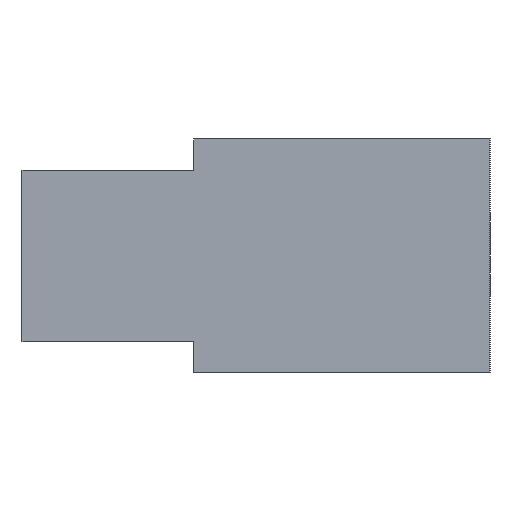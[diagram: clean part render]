
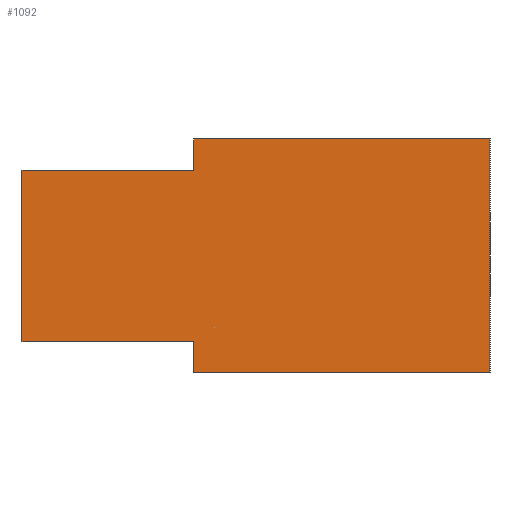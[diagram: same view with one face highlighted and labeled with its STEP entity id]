
A CAD part, left-side view. The second image highlights one B-rep face of the part: STEP entity #1092.
In plain terms, the highlighted planar face has unit normal (-1, 0, 0).
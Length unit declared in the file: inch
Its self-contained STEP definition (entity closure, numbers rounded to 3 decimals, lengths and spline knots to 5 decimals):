
#13 = CARTESIAN_POINT ( 'NONE',  ( -0.68898, 1.1811, 0.21654 ) ) ;
#25 = CARTESIAN_POINT ( 'NONE',  ( -0.68898, 0.74803, -0.29528 ) ) ;
#31 = CARTESIAN_POINT ( 'NONE',  ( -0.68898, 0., 0.29528 ) ) ;
#32 = EDGE_CURVE ( 'NONE', #591, #209, #188, .T. ) ;
#46 = VECTOR ( 'NONE', #766, 39.37008 ) ;
#137 = CARTESIAN_POINT ( 'NONE',  ( -0.68898, 0.74803, -0.29528 ) ) ;
#188 = LINE ( 'NONE', #25, #493 ) ;
#209 = VERTEX_POINT ( 'NONE', #409 ) ;
#220 = VERTEX_POINT ( 'NONE', #570 ) ;
#234 = CARTESIAN_POINT ( 'NONE',  ( -0.68898, 1.1811, 0.29528 ) ) ;
#291 = VECTOR ( 'NONE', #390, 39.37008 ) ;
#294 = VECTOR ( 'NONE', #323, 39.37008 ) ;
#297 = CARTESIAN_POINT ( 'NONE',  ( -0.68898, 0., 0.29528 ) ) ;
#323 = DIRECTION ( 'NONE',  ( 0., 0., -1. ) ) ;
#331 = EDGE_CURVE ( 'NONE', #455, #333, #438, .T. ) ;
#333 = VERTEX_POINT ( 'NONE', #481 ) ;
#390 = DIRECTION ( 'NONE',  ( 0., 0., -1. ) ) ;
#409 = CARTESIAN_POINT ( 'NONE',  ( -0.68898, 0., -0.29528 ) ) ;
#438 = LINE ( 'NONE', #996, #46 ) ;
#455 = VERTEX_POINT ( 'NONE', #1372 ) ;
#459 = ORIENTED_EDGE ( 'NONE', *, *, #331, .F. ) ;
#461 = VECTOR ( 'NONE', #1160, 39.37008 ) ;
#481 = CARTESIAN_POINT ( 'NONE',  ( -0.68898, 0.74803, 0.29528 ) ) ;
#493 = VECTOR ( 'NONE', #749, 39.37008 ) ;
#496 = CARTESIAN_POINT ( 'NONE',  ( -0.68898, 0.74803, 0.29528 ) ) ;
#520 = PLANE ( 'NONE',  #1209 ) ;
#536 = CARTESIAN_POINT ( 'NONE',  ( -0.68898, 1.1811, 0.21654 ) ) ;
#565 = ORIENTED_EDGE ( 'NONE', *, *, #32, .T. ) ;
#570 = CARTESIAN_POINT ( 'NONE',  ( -0.68898, 0.74803, -0.21654 ) ) ;
#591 = VERTEX_POINT ( 'NONE', #137 ) ;
#594 = CARTESIAN_POINT ( 'NONE',  ( -0.68898, 1.1811, 0.29528 ) ) ;
#625 = ORIENTED_EDGE ( 'NONE', *, *, #1110, .T. ) ;
#626 = DIRECTION ( 'NONE',  ( 0., 1., 0. ) ) ;
#668 = ORIENTED_EDGE ( 'NONE', *, *, #843, .F. ) ;
#690 = ORIENTED_EDGE ( 'NONE', *, *, #823, .F. ) ;
#704 = VECTOR ( 'NONE', #963, 39.37008 ) ;
#749 = DIRECTION ( 'NONE',  ( 0., -1., 0. ) ) ;
#761 = ORIENTED_EDGE ( 'NONE', *, *, #878, .F. ) ;
#766 = DIRECTION ( 'NONE',  ( 0., 0., 1. ) ) ;
#823 = EDGE_CURVE ( 'NONE', #220, #1611, #1033, .T. ) ;
#831 = ORIENTED_EDGE ( 'NONE', *, *, #913, .F. ) ;
#843 = EDGE_CURVE ( 'NONE', #1611, #1726, #906, .T. ) ;
#878 = EDGE_CURVE ( 'NONE', #1726, #455, #1783, .T. ) ;
#906 = LINE ( 'NONE', #594, #461 ) ;
#913 = EDGE_CURVE ( 'NONE', #333, #1709, #1219, .T. ) ;
#929 = DIRECTION ( 'NONE',  ( 1., 0., 0. ) ) ;
#938 = VECTOR ( 'NONE', #626, 39.37008 ) ;
#963 = DIRECTION ( 'NONE',  ( 0., -1., 0. ) ) ;
#996 = CARTESIAN_POINT ( 'NONE',  ( -0.68898, 0.74803, 0.29528 ) ) ;
#1033 = LINE ( 'NONE', #1752, #938 ) ;
#1080 = CARTESIAN_POINT ( 'NONE',  ( -0.68898, 1.1811, -0.21654 ) ) ;
#1092 = ADVANCED_FACE ( 'NONE', ( #1808 ), #520, .F. ) ;
#1110 = EDGE_CURVE ( 'NONE', #220, #591, #1666, .T. ) ;
#1160 = DIRECTION ( 'NONE',  ( 0., 0., 1. ) ) ;
#1201 = ORIENTED_EDGE ( 'NONE', *, *, #1427, .F. ) ;
#1209 = AXIS2_PLACEMENT_3D ( 'NONE', #234, #929, #1674 ) ;
#1219 = LINE ( 'NONE', #496, #1511 ) ;
#1366 = CARTESIAN_POINT ( 'NONE',  ( -0.68898, 0.74803, -0.29528 ) ) ;
#1372 = CARTESIAN_POINT ( 'NONE',  ( -0.68898, 0.74803, 0.21654 ) ) ;
#1427 = EDGE_CURVE ( 'NONE', #1709, #209, #1470, .T. ) ;
#1470 = LINE ( 'NONE', #31, #294 ) ;
#1511 = VECTOR ( 'NONE', #1640, 39.37008 ) ;
#1553 = EDGE_LOOP ( 'NONE', ( #625, #565, #1201, #831, #459, #761, #668, #690 ) ) ;
#1611 = VERTEX_POINT ( 'NONE', #1080 ) ;
#1640 = DIRECTION ( 'NONE',  ( 0., -1., 0. ) ) ;
#1666 = LINE ( 'NONE', #1366, #291 ) ;
#1674 = DIRECTION ( 'NONE',  ( 0., 0., -1. ) ) ;
#1709 = VERTEX_POINT ( 'NONE', #297 ) ;
#1726 = VERTEX_POINT ( 'NONE', #13 ) ;
#1752 = CARTESIAN_POINT ( 'NONE',  ( -0.68898, 1.1811, -0.21654 ) ) ;
#1783 = LINE ( 'NONE', #536, #704 ) ;
#1808 = FACE_OUTER_BOUND ( 'NONE', #1553, .T. ) ;
